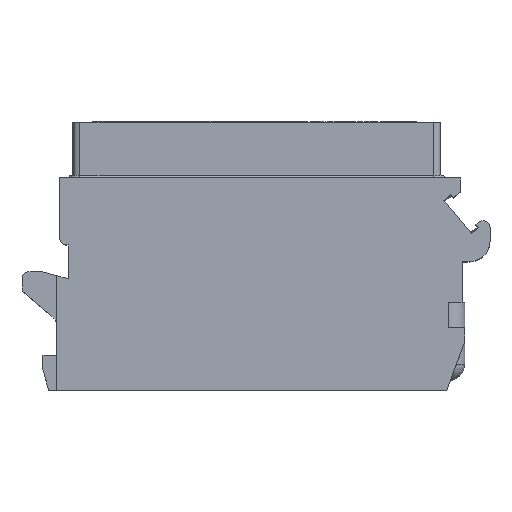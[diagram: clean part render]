
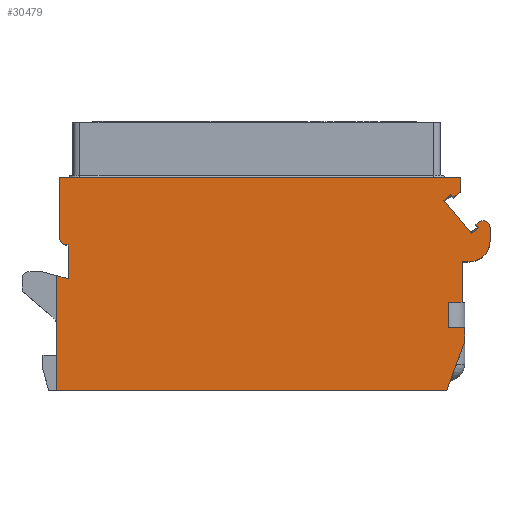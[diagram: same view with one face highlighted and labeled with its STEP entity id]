
A CAD part, top view. The second image highlights one B-rep face of the part: STEP entity #30479.
In plain terms, the highlighted planar face has unit normal (0, 0, 1).
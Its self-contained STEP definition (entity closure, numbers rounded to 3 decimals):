
#98=DIRECTION('',(0.643,-0.766,0.));
#99=VECTOR('',#98,0.3);
#100=CARTESIAN_POINT('',(15.698,11.873,7.));
#101=LINE('',#100,#99);
#102=DIRECTION('',(0.766,0.643,0.));
#103=VECTOR('',#102,0.236);
#104=CARTESIAN_POINT('',(15.698,11.873,7.));
#105=LINE('',#104,#103);
#106=DIRECTION('',(0.,1.,0.));
#107=VECTOR('',#106,0.942);
#108=CARTESIAN_POINT('',(16.7,10.7,7.));
#109=LINE('',#108,#107);
#110=DIRECTION('',(-1.,0.,0.));
#111=VECTOR('',#110,0.5);
#112=CARTESIAN_POINT('',(15.2,9.2,7.));
#113=LINE('',#112,#111);
#114=DIRECTION('',(0.,-1.,0.));
#115=VECTOR('',#114,2.9);
#116=CARTESIAN_POINT('',(14.7,9.2,7.));
#117=LINE('',#116,#115);
#118=DIRECTION('',(-1.,0.,0.));
#119=VECTOR('',#118,1.);
#120=CARTESIAN_POINT('',(14.7,6.3,7.));
#121=LINE('',#120,#119);
#122=DIRECTION('',(0.,-1.,0.));
#123=VECTOR('',#122,1.8);
#124=CARTESIAN_POINT('',(13.7,6.3,7.));
#125=LINE('',#124,#123);
#126=DIRECTION('',(1.,0.,0.));
#127=VECTOR('',#126,1.2);
#128=CARTESIAN_POINT('',(13.7,4.5,7.));
#129=LINE('',#128,#127);
#130=DIRECTION('',(0.,-1.,0.));
#131=VECTOR('',#130,1.);
#132=CARTESIAN_POINT('',(14.9,4.5,7.));
#133=LINE('',#132,#131);
#134=DIRECTION('',(-0.348,-0.937,0.));
#135=VECTOR('',#134,3.734);
#136=CARTESIAN_POINT('',(14.9,3.5,7.));
#137=LINE('',#136,#135);
#138=DIRECTION('',(1.,0.,0.));
#139=VECTOR('',#138,27.9);
#140=CARTESIAN_POINT('',(-14.3,0.,7.));
#141=LINE('',#140,#139);
#142=DIRECTION('',(0.966,-0.259,0.));
#143=VECTOR('',#142,0.828);
#144=CARTESIAN_POINT('',(-14.3,8.205,7.));
#145=LINE('',#144,#143);
#146=DIRECTION('',(0.,1.,0.));
#147=VECTOR('',#146,2.409);
#148=CARTESIAN_POINT('',(-13.5,7.991,7.));
#149=LINE('',#148,#147);
#150=DIRECTION('',(-1.,0.,0.));
#151=VECTOR('',#150,0.1);
#152=CARTESIAN_POINT('',(-13.5,10.4,7.));
#153=LINE('',#152,#151);
#154=CARTESIAN_POINT('',(-13.6,10.9,7.));
#155=DIRECTION('',(0.,0.,1.));
#156=DIRECTION('',(-1.,0.,0.));
#157=AXIS2_PLACEMENT_3D('',#154,#155,#156);
#159=DIRECTION('',(0.,-1.,0.));
#160=VECTOR('',#159,4.3);
#161=CARTESIAN_POINT('',(-14.1,15.2,7.));
#162=LINE('',#161,#160);
#163=DIRECTION('',(-1.,0.,0.));
#164=VECTOR('',#163,28.7);
#165=CARTESIAN_POINT('',(14.6,15.2,7.));
#166=LINE('',#165,#164);
#167=DIRECTION('',(0.,-1.,0.));
#168=VECTOR('',#167,0.985);
#169=CARTESIAN_POINT('',(14.6,15.2,7.));
#170=LINE('',#169,#168);
#171=DIRECTION('',(-0.766,-0.643,0.));
#172=VECTOR('',#171,0.665);
#173=CARTESIAN_POINT('',(14.6,14.215,7.));
#174=LINE('',#173,#172);
#175=DIRECTION('',(0.643,-0.766,0.));
#176=VECTOR('',#175,0.3);
#177=CARTESIAN_POINT('',(13.898,14.018,7.));
#178=LINE('',#177,#176);
#179=DIRECTION('',(0.643,-0.766,0.));
#180=VECTOR('',#179,3.1);
#181=CARTESIAN_POINT('',(13.4,13.6,7.));
#182=LINE('',#181,#180);
#195=CARTESIAN_POINT('',(16.2,11.642,7.));
#196=DIRECTION('',(0.,0.,1.));
#197=DIRECTION('',(1.,0.,0.));
#198=AXIS2_PLACEMENT_3D('',#195,#196,#197);
#222=CARTESIAN_POINT('',(15.2,10.7,7.));
#223=DIRECTION('',(0.,0.,-1.));
#224=DIRECTION('',(1.,0.,0.));
#225=AXIS2_PLACEMENT_3D('',#222,#223,#224);
#448=DIRECTION('',(0.,-1.,0.));
#449=VECTOR('',#448,8.205);
#450=CARTESIAN_POINT('',(-14.3,8.205,7.));
#451=LINE('',#450,#449);
#664=DIRECTION('',(0.766,0.643,0.));
#665=VECTOR('',#664,0.65);
#666=CARTESIAN_POINT('',(13.4,13.6,7.));
#667=LINE('',#666,#665);
#688=DIRECTION('',(-0.766,-0.643,0.));
#689=VECTOR('',#688,0.65);
#690=CARTESIAN_POINT('',(15.891,11.643,7.));
#691=LINE('',#690,#689);
#23660=CARTESIAN_POINT('',(-13.5,7.991,7.));
#23661=CARTESIAN_POINT('',(-13.5,10.4,7.));
#23662=VERTEX_POINT('',#23660);
#23663=VERTEX_POINT('',#23661);
#23664=CARTESIAN_POINT('',(-14.1,10.9,7.));
#23665=CARTESIAN_POINT('',(-13.6,10.4,7.));
#23666=VERTEX_POINT('',#23664);
#23667=VERTEX_POINT('',#23665);
#23668=CARTESIAN_POINT('',(-14.1,15.2,7.));
#23669=VERTEX_POINT('',#23668);
#23670=CARTESIAN_POINT('',(-14.3,8.205,7.));
#23672=VERTEX_POINT('',#23670);
#23682=CARTESIAN_POINT('',(-14.3,0.,7.));
#23683=VERTEX_POINT('',#23682);
#23726=CARTESIAN_POINT('',(14.7,9.2,7.));
#23728=VERTEX_POINT('',#23726);
#23742=CARTESIAN_POINT('',(14.7,6.3,7.));
#23743=CARTESIAN_POINT('',(13.7,6.3,7.));
#23744=VERTEX_POINT('',#23742);
#23745=VERTEX_POINT('',#23743);
#23746=CARTESIAN_POINT('',(13.7,4.5,7.));
#23747=VERTEX_POINT('',#23746);
#23748=CARTESIAN_POINT('',(14.9,4.5,7.));
#23749=VERTEX_POINT('',#23748);
#23750=CARTESIAN_POINT('',(14.9,3.5,7.));
#23751=VERTEX_POINT('',#23750);
#23752=CARTESIAN_POINT('',(13.6,0.,7.));
#23753=VERTEX_POINT('',#23752);
#23755=CARTESIAN_POINT('',(16.7,10.7,7.));
#23757=VERTEX_POINT('',#23755);
#23759=CARTESIAN_POINT('',(15.2,9.2,7.));
#23761=VERTEX_POINT('',#23759);
#23783=CARTESIAN_POINT('',(14.6,15.2,7.));
#23784=CARTESIAN_POINT('',(14.6,14.215,7.));
#23785=VERTEX_POINT('',#23783);
#23786=VERTEX_POINT('',#23784);
#23788=CARTESIAN_POINT('',(16.7,11.642,7.));
#23790=VERTEX_POINT('',#23788);
#23792=CARTESIAN_POINT('',(15.879,12.025,7.));
#23794=VERTEX_POINT('',#23792);
#26183=CARTESIAN_POINT('',(15.393,11.225,7.));
#26185=VERTEX_POINT('',#26183);
#26193=CARTESIAN_POINT('',(13.4,13.6,7.));
#26194=VERTEX_POINT('',#26193);
#26199=CARTESIAN_POINT('',(14.091,13.788,7.));
#26200=VERTEX_POINT('',#26199);
#26202=CARTESIAN_POINT('',(13.898,14.018,7.));
#26204=VERTEX_POINT('',#26202);
#26209=CARTESIAN_POINT('',(15.698,11.873,7.));
#26210=VERTEX_POINT('',#26209);
#26211=CARTESIAN_POINT('',(15.891,11.643,7.));
#26213=VERTEX_POINT('',#26211);
#30421=CARTESIAN_POINT('',(0.,0.,7.));
#30422=DIRECTION('',(0.,0.,1.));
#30423=DIRECTION('',(1.,0.,0.));
#30424=AXIS2_PLACEMENT_3D('',#30421,#30422,#30423);
#30425=PLANE('',#30424);
#30426=ORIENTED_EDGE('',*,*,#30411,.F.);
#30428=ORIENTED_EDGE('',*,*,#30427,.T.);
#30430=ORIENTED_EDGE('',*,*,#30429,.F.);
#30432=ORIENTED_EDGE('',*,*,#30431,.F.);
#30434=ORIENTED_EDGE('',*,*,#30433,.T.);
#30436=ORIENTED_EDGE('',*,*,#30435,.T.);
#30438=ORIENTED_EDGE('',*,*,#30437,.T.);
#30440=ORIENTED_EDGE('',*,*,#30439,.T.);
#30442=ORIENTED_EDGE('',*,*,#30441,.T.);
#30444=ORIENTED_EDGE('',*,*,#30443,.T.);
#30446=ORIENTED_EDGE('',*,*,#30445,.T.);
#30448=ORIENTED_EDGE('',*,*,#30447,.T.);
#30450=ORIENTED_EDGE('',*,*,#30449,.F.);
#30452=ORIENTED_EDGE('',*,*,#30451,.F.);
#30454=ORIENTED_EDGE('',*,*,#30453,.T.);
#30456=ORIENTED_EDGE('',*,*,#30455,.T.);
#30458=ORIENTED_EDGE('',*,*,#30457,.T.);
#30460=ORIENTED_EDGE('',*,*,#30459,.F.);
#30462=ORIENTED_EDGE('',*,*,#30461,.F.);
#30464=ORIENTED_EDGE('',*,*,#30463,.F.);
#30466=ORIENTED_EDGE('',*,*,#30465,.T.);
#30468=ORIENTED_EDGE('',*,*,#30467,.T.);
#30470=ORIENTED_EDGE('',*,*,#30469,.F.);
#30472=ORIENTED_EDGE('',*,*,#30471,.F.);
#30474=ORIENTED_EDGE('',*,*,#30473,.T.);
#30476=ORIENTED_EDGE('',*,*,#30475,.F.);
#30477=EDGE_LOOP('',(#30426,#30428,#30430,#30432,#30434,#30436,#30438,#30440,
#30442,#30444,#30446,#30448,#30450,#30452,#30454,#30456,#30458,#30460,#30462,
#30464,#30466,#30468,#30470,#30472,#30474,#30476));
#30478=FACE_OUTER_BOUND('',#30477,.F.);
#30479=ADVANCED_FACE('',(#30478),#30425,.T.);
#158=CIRCLE('',#157,0.5);
#199=CIRCLE('',#198,0.5);
#226=CIRCLE('',#225,1.5);
#30411=EDGE_CURVE('',#26210,#26213,#101,.T.);
#30427=EDGE_CURVE('',#26210,#23794,#105,.T.);
#30429=EDGE_CURVE('',#23790,#23794,#199,.T.);
#30431=EDGE_CURVE('',#23757,#23790,#109,.T.);
#30433=EDGE_CURVE('',#23757,#23761,#226,.T.);
#30435=EDGE_CURVE('',#23761,#23728,#113,.T.);
#30437=EDGE_CURVE('',#23728,#23744,#117,.T.);
#30439=EDGE_CURVE('',#23744,#23745,#121,.T.);
#30441=EDGE_CURVE('',#23745,#23747,#125,.T.);
#30443=EDGE_CURVE('',#23747,#23749,#129,.T.);
#30445=EDGE_CURVE('',#23749,#23751,#133,.T.);
#30447=EDGE_CURVE('',#23751,#23753,#137,.T.);
#30449=EDGE_CURVE('',#23683,#23753,#141,.T.);
#30451=EDGE_CURVE('',#23672,#23683,#451,.T.);
#30453=EDGE_CURVE('',#23672,#23662,#145,.T.);
#30455=EDGE_CURVE('',#23662,#23663,#149,.T.);
#30457=EDGE_CURVE('',#23663,#23667,#153,.T.);
#30459=EDGE_CURVE('',#23666,#23667,#158,.T.);
#30461=EDGE_CURVE('',#23669,#23666,#162,.T.);
#30463=EDGE_CURVE('',#23785,#23669,#166,.T.);
#30465=EDGE_CURVE('',#23785,#23786,#170,.T.);
#30467=EDGE_CURVE('',#23786,#26200,#174,.T.);
#30469=EDGE_CURVE('',#26204,#26200,#178,.T.);
#30471=EDGE_CURVE('',#26194,#26204,#667,.T.);
#30473=EDGE_CURVE('',#26194,#26185,#182,.T.);
#30475=EDGE_CURVE('',#26213,#26185,#691,.T.);
